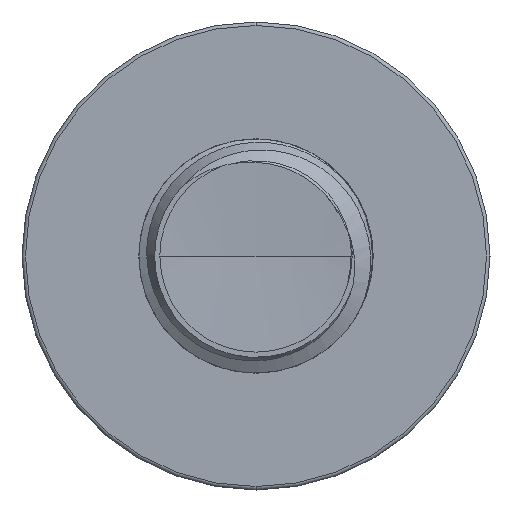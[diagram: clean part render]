
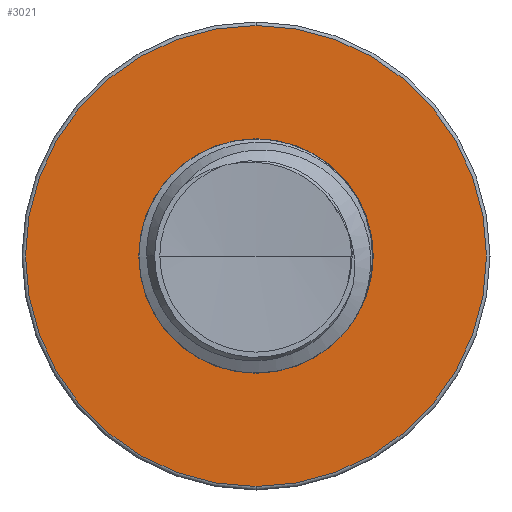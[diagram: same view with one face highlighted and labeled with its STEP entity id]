
A CAD part, front view. The second image highlights one B-rep face of the part: STEP entity #3021.
In plain terms, the highlighted planar face has unit normal (0, -1, 0).
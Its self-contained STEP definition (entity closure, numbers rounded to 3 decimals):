
#481 = ORIENTED_EDGE ( 'NONE', *, *, #1936, .F. ) ;
#1138 = PLANE ( 'NONE',  #4691 ) ;
#1174 = CARTESIAN_POINT ( 'NONE',  ( 0., 5., 0. ) ) ;
#1722 = CARTESIAN_POINT ( 'NONE',  ( 0., 5., 0. ) ) ;
#1936 = EDGE_CURVE ( 'NONE', #18714, #14314, #5908, .T. ) ;
#1959 = AXIS2_PLACEMENT_3D ( 'NONE', #2376, #13312, #4070 ) ;
#2376 = CARTESIAN_POINT ( 'NONE',  ( 0., 5., 0. ) ) ;
#2673 = DIRECTION ( 'NONE',  ( 0., 0., -1. ) ) ;
#2712 = DIRECTION ( 'NONE',  ( 0., 0., -1. ) ) ;
#2716 = EDGE_CURVE ( 'NONE', #14314, #18714, #15639, .T. ) ;
#3021 = ADVANCED_FACE ( 'NONE', ( #14312, #6824 ), #1138, .T. ) ;
#3321 = DIRECTION ( 'NONE',  ( 0., 0., -1. ) ) ;
#3760 = ORIENTED_EDGE ( 'NONE', *, *, #18310, .T. ) ;
#4070 = DIRECTION ( 'NONE',  ( 0., 0., -1. ) ) ;
#4691 = AXIS2_PLACEMENT_3D ( 'NONE', #7495, #12085, #2673 ) ;
#5908 = CIRCLE ( 'NONE', #15846, 1.754 ) ;
#5979 = EDGE_LOOP ( 'NONE', ( #3760, #15818 ) ) ;
#6091 = CARTESIAN_POINT ( 'NONE',  ( 0., 5., 1.754 ) ) ;
#6824 = FACE_BOUND ( 'NONE', #10342, .T. ) ;
#7437 = DIRECTION ( 'NONE',  ( 0., -1., 0. ) ) ;
#7495 = CARTESIAN_POINT ( 'NONE',  ( 0., 5., 1.754 ) ) ;
#7785 = AXIS2_PLACEMENT_3D ( 'NONE', #16247, #7437, #17680 ) ;
#7878 = VERTEX_POINT ( 'NONE', #18146 ) ;
#8505 = ORIENTED_EDGE ( 'NONE', *, *, #2716, .F. ) ;
#9311 = AXIS2_PLACEMENT_3D ( 'NONE', #1722, #12676, #3321 ) ;
#10342 = EDGE_LOOP ( 'NONE', ( #8505, #481 ) ) ;
#12085 = DIRECTION ( 'NONE',  ( 0., -1., 0. ) ) ;
#12125 = DIRECTION ( 'NONE',  ( 0., -1., 0. ) ) ;
#12676 = DIRECTION ( 'NONE',  ( 0., -1., 0. ) ) ;
#13312 = DIRECTION ( 'NONE',  ( 0., -1., 0. ) ) ;
#13744 = EDGE_CURVE ( 'NONE', #16107, #7878, #17430, .T. ) ;
#14093 = CARTESIAN_POINT ( 'NONE',  ( 0., 5., -1.754 ) ) ;
#14312 = FACE_OUTER_BOUND ( 'NONE', #5979, .T. ) ;
#14314 = VERTEX_POINT ( 'NONE', #14093 ) ;
#14498 = CARTESIAN_POINT ( 'NONE',  ( 0., 5., 3.447 ) ) ;
#15639 = CIRCLE ( 'NONE', #9311, 1.754 ) ;
#15818 = ORIENTED_EDGE ( 'NONE', *, *, #13744, .T. ) ;
#15846 = AXIS2_PLACEMENT_3D ( 'NONE', #1174, #12125, #2712 ) ;
#16107 = VERTEX_POINT ( 'NONE', #14498 ) ;
#16247 = CARTESIAN_POINT ( 'NONE',  ( 0., 5., 0. ) ) ;
#17430 = CIRCLE ( 'NONE', #1959, 3.447 ) ;
#17680 = DIRECTION ( 'NONE',  ( 0., 0., -1. ) ) ;
#18146 = CARTESIAN_POINT ( 'NONE',  ( 0., 5., -3.447 ) ) ;
#18310 = EDGE_CURVE ( 'NONE', #7878, #16107, #19233, .T. ) ;
#18714 = VERTEX_POINT ( 'NONE', #6091 ) ;
#19233 = CIRCLE ( 'NONE', #7785, 3.447 ) ;
